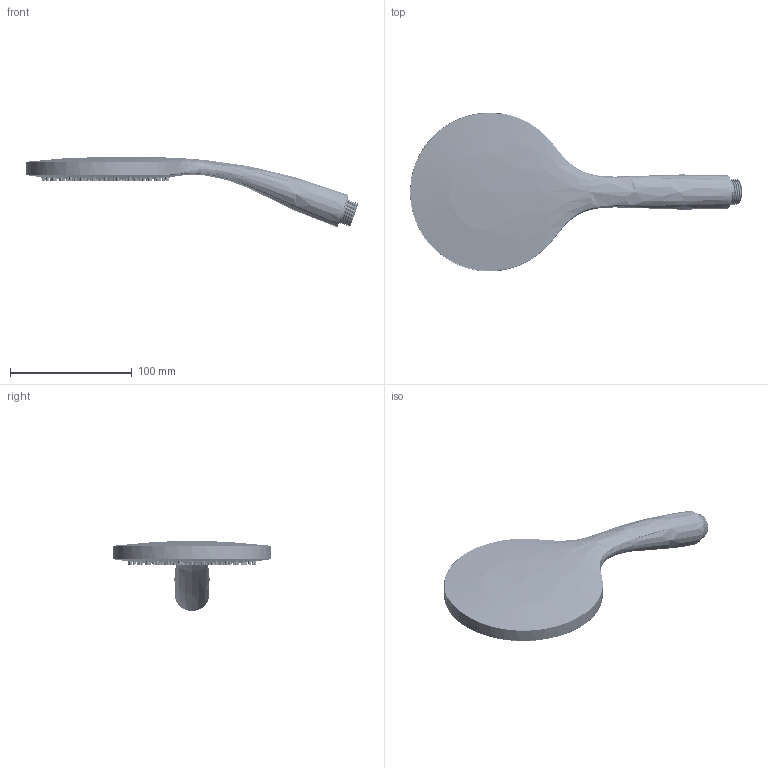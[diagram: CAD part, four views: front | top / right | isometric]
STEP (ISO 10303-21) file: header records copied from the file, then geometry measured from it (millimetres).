
FILE_DESCRIPTION(/* description */ ('Unknown'),/* implementation_level */ '2;1');
FILE_NAME(/* name */ 'AC370-00',/* time_stamp */ '2023-11-06T16:29:58+01:00',/* author */ ('Unknown'),/* organization */ ('Unknown'),/* preprocessor_version */ 'ST-DEVELOPER v18.102',/* originating_system */ 'Solid Edge',/* authorisation */ 'Unknown');
FILE_SCHEMA (('AUTOMOTIVE_DESIGN {1 0 10303 214 3 1 1}'));
Products named in the file (8): AC370-00; AC370-001_oa_0; A101051_00101ZZ; A040002_18136ZZ; A133031_50300ZZ; E055111_00200ZZ_ASM_oa_1; A063096_00701ZZ; A064051_53100ZZ
Assembly tree (7 placements, depth 4):
  AC370-00
    AC370-001_oa_0
      A101051_00101ZZ
      A040002_18136ZZ
      A133031_50300ZZ
      E055111_00200ZZ_ASM_oa_1
        A063096_00701ZZ
        A064051_53100ZZ
Bounding box: 272.65 x 130.54 x 57.59 mm (x, y, z)
Volume: 151978.4 mm3; surface area: 129416.6 mm2
Topology: 5 solids, 5 shells, 4960 faces, 13101 edges, 8343 vertices
Faces by surface type: cone 1264, cylinder 1102, torus 1070, plane 972, bspline 464, sphere 88
Full cylindrical faces by diameter (mm): 2.3 x12, 6 x1, 10 x1, 17 x1, 20.8 x4
Entity records: 165648 total; most frequent: CARTESIAN_POINT 61993, ORIENTED_EDGE 20868, DIRECTION 19255, EDGE_CURVE 10434, AXIS2_PLACEMENT_3D 8667, EDGE_LOOP 7467, FACE_BOUND 7467, VERTEX_POINT 7321
